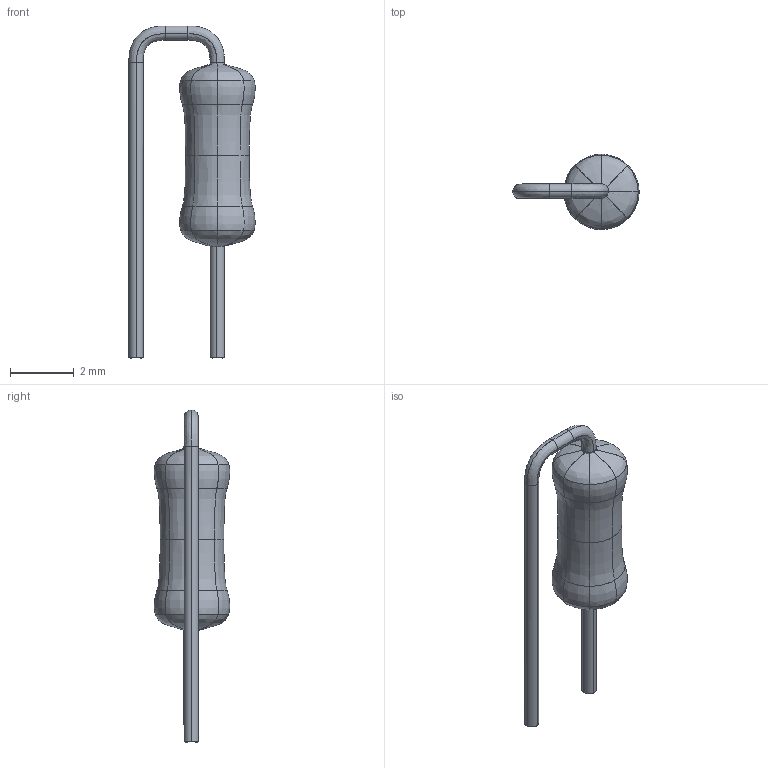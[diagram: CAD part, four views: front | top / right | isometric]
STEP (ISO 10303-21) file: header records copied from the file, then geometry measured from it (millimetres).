
FILE_DESCRIPTION(('FreeCAD Model'),'2;1');
FILE_NAME('resistor_6.3mm_length_2.54mm_lead_space_vertical.stp','2018-05-21T10:22:17',('Author'),(''), 'Open CASCADE STEP processor 7.2','FreeCAD','Unknown');
FILE_SCHEMA(('AUTOMOTIVE_DESIGN_CC2 { 1 2 10303 214 -1 1 5 4 }'));
Length unit declared in the file: millimetre
Products named in the file (2): resistor6_3mm_vertical; resistor6_3mm_vertical001
Bounding box: 3.96 x 2.37 x 10.42 mm (x, y, z)
Surface area: 148 mm2 (no closed solid volume)
Topology: 0 solids, 140 shells, 140 faces, 548 edges, 516 vertices
Faces by surface type: bspline 140
Entity records: 13712 total; most frequent: CARTESIAN_POINT 8085, B_SPLINE_CURVE_WITH_KNOTS 1032, ORIENTED_EDGE 516, EDGE_CURVE 516, VERTEX_POINT 516, SURFACE_CURVE 516, PCURVE 516, DEFINITIONAL_REPRESENTATION 516
